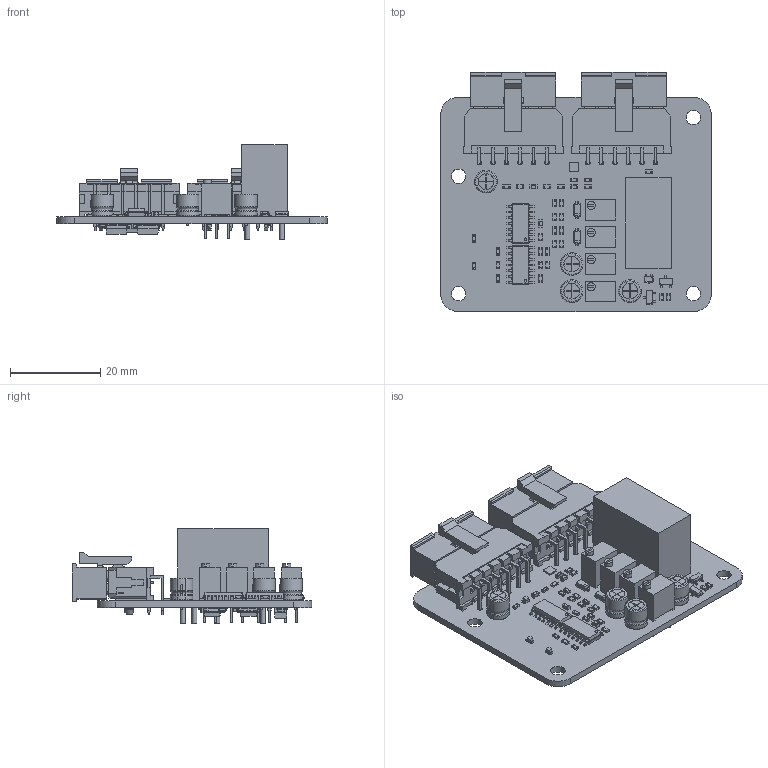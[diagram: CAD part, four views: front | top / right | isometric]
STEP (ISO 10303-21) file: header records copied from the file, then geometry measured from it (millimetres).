
FILE_DESCRIPTION(('KiCad electronic assembly'),'2;1');
FILE_NAME('bspd.step','2026-01-27T00:10:52',('Pcbnew'),('Kicad'), 'Open CASCADE STEP processor 7.9','KiCad to STEP converter','Unknown' );
FILE_SCHEMA(('AUTOMOTIVE_DESIGN { 1 0 10303 214 1 1 1 1 }'));
Length unit declared in the file: millimetre
Products named in the file (36): bspd 1; 43045-1200; SOLID; COMPOUND; 43025-1200; R_0603_1608Metric; D_SOD-123; CP_Radial_D5.0mm_P2.00mm; SOT-323_SC-70; Potentiometer_Bourns_3266W_Vertical; TLV9104IRUCR; FRAME; BODY; C_0603_1608Metric; G5Q-1-EU_DC12; Body; Leads; LED_0603_1608Metric; SOIC-14_3.9x8.7mm_P1.27mm; SOT-23; D_SMA; BSPD_PCB
Assembly tree (90 placements, depth 4):
  bspd 1
    43045-1200  x2
      SOLID
      COMPOUND
    43025-1200  x2
    R_0603_1608Metric  x32
    D_SOD-123  x2
    CP_Radial_D5.0mm_P2.00mm  x4
    SOT-323_SC-70  x2
    Potentiometer_Bourns_3266W_Vertical  x4
    TLV9104IRUCR
      FRAME
        SOLID
        SOLID
        SOLID
        SOLID
        SOLID
        SOLID
        SOLID
        SOLID
        SOLID
        SOLID
        SOLID
        SOLID
        SOLID
        SOLID
      BODY
    C_0603_1608Metric  x8
    G5Q-1-EU_DC12
      Body
      Leads
    LED_0603_1608Metric  x3
    SOIC-14_3.9x8.7mm_P1.27mm  x4
    SOT-23  x2
    D_SMA  x2
    BSPD_PCB
Bounding box: 60 x 53.02 x 20.9 mm (x, y, z)
Volume: 13554.5 mm3; surface area: 17985.1 mm2
Topology: 89 solids, 93 shells, 4784 faces, 12401 edges, 8032 vertices
Faces by surface type: plane 3654, cylinder 890, bspline 204, revolution 20, torus 12, cone 4
Full cylindrical faces by diameter (mm): 0.46 x12, 0.5 x8, 0.8 x20, 1.02 x24, 1.1 x5, 1.3 x5, 1.78 x4, 3 x4, 3.2 x4
Entity records: 59266 total; most frequent: CARTESIAN_POINT 10292, ORIENTED_EDGE 8850, DIRECTION 8398, EDGE_CURVE 4425, LINE 3701, VECTOR 3701, VERTEX_POINT 2842, AXIS2_PLACEMENT_3D 2346
